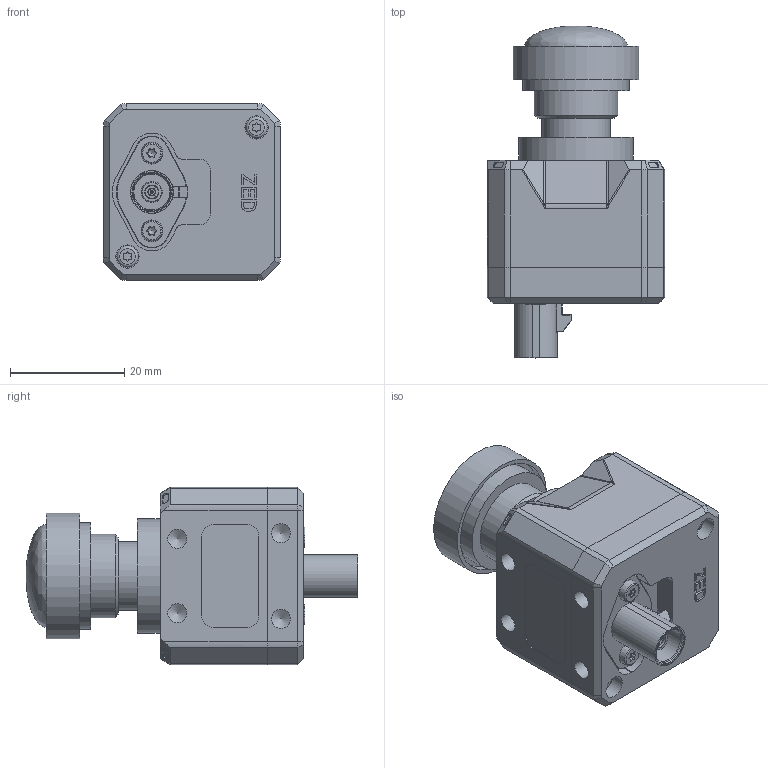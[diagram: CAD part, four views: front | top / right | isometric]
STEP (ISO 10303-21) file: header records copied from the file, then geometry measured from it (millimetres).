
FILE_DESCRIPTION(/* description */ ('','CAx-IF Rec.Pracs.---Representation and Presentation of Product Manufacturing Information (PMI)---4.0---2014-10-13'),/* implementation_level */ '2;1');
FILE_NAME(/* name */ '[ZEDX One 4K] ZEDX One + 3mm lens v2.step',/* time_stamp */ '2024-12-12T14:55:46+01:00',/* author */ (''),/* organization */ (''),/* preprocessor_version */ 'ST-DEVELOPER v20',/* originating_system */ 'Autodesk Translation Framework v13.20.0.188',/* authorisation */ '');
FILE_SCHEMA (('AP242_MANAGED_MODEL_BASED_3D_ENGINEERING_MIM_LF { 1 0 10303 442 1 1 4 }'));
Length unit declared in the file: millimetre
Products named in the file (7): [ZED One S-Mount] ZED One EVT_prt; [ZED One S-Mount] Upper Case EVT_prt; [Zed One S-Mount] Lower Case EVT; ZED-XG120-ASM_SMB-JACK-TO-FAKRA-PLUG-ADAPTER; Stainless screw M2x5; Vis tête plate M2x5; [ZED One] 3mm Wide Lens for 4K realistic (JSD3020)
Assembly tree (8 placements, depth 2):
  [ZED One S-Mount] ZED One EVT_prt
    [ZED One S-Mount] Upper Case EVT_prt
    [Zed One S-Mount] Lower Case EVT
    ZED-XG120-ASM_SMB-JACK-TO-FAKRA-PLUG-ADAPTER
    Stainless screw M2x5  x2
    Vis tête plate M2x5  x2
    [ZED One] 3mm Wide Lens for 4K realistic (JSD3020)
Bounding box: 31 x 58.12 x 31 mm (x, y, z)
Volume: 27484.9 mm3; surface area: 13402.5 mm2
Topology: 19 solids, 19 shells, 711 faces, 1897 edges, 1245 vertices
Faces by surface type: plane 288, cylinder 256, cone 71, bspline 56, torus 34, sphere 6
Full cylindrical faces by diameter (mm): 0.5 x1, 0.55 x1, 1.2 x1, 1.623 x6, 1.933 x4, 2.03 x1, 2.2 x1, 2.4 x2, 2.45 x1, 2.5 x2, 2.95 x2, 3 x1, 3.332 x4, 3.685 x1, 3.75 x2, 3.8 x1, 3.9 x2, 4 x2, 4.05 x2, 4.35 x1, 4.5 x1, 5 x1, 5.3 x1, 5.4 x1, 5.6 x1, 6.1 x1, 6.2 x1, 6.3 x1, 6.6 x1, 7 x1
Entity records: 33573 total; most frequent: CARTESIAN_POINT 17098, ORIENTED_EDGE 3470, DIRECTION 3290, EDGE_CURVE 1735, AXIS2_PLACEMENT_3D 1206, VERTEX_POINT 1157, LINE 878, VECTOR 878
